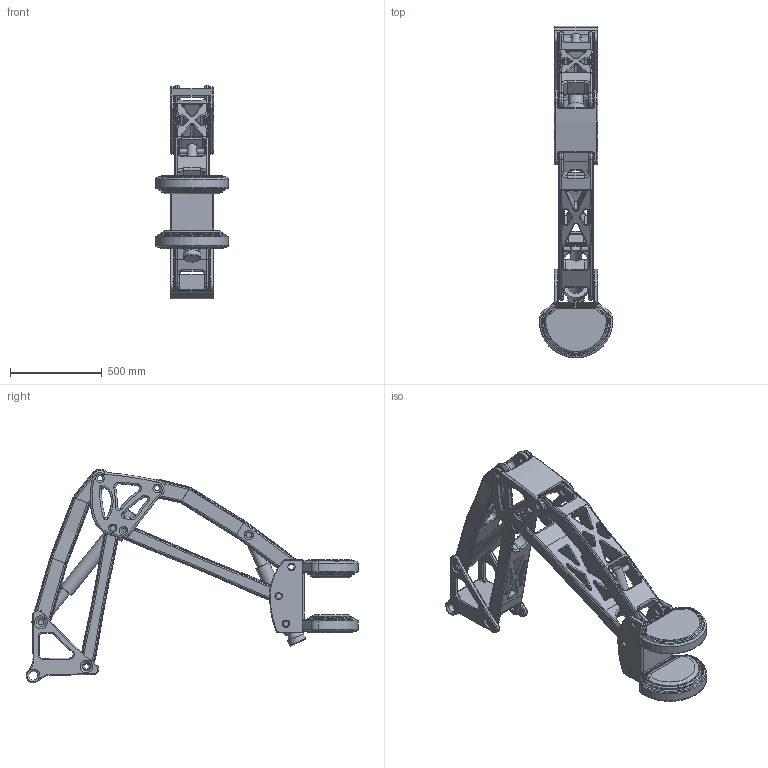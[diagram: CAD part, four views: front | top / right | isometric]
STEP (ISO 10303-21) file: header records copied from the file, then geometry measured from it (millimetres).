
FILE_DESCRIPTION(/* description */ (''),/* implementation_level */ '2;1');
FILE_NAME(/* name */ 'CD v18.step',/* time_stamp */ '2023-02-05T00:11:18+05:30',/* author */ (''),/* organization */ (''),/* preprocessor_version */ 'ST-DEVELOPER v19.2',/* originating_system */ 'Autodesk Translation Framework v11.17.0.187',/* authorisation */ '');
FILE_SCHEMA (('AUTOMOTIVE_DESIGN { 1 0 10303 214 3 1 1 }'));
Products named in the file (16): CD; Leg Part 2*; Leg part 2 new; Part links 2; Linear actuators 2 CD1; Motor and cover; Piston; Pin part; Leg Part 1*; Chassis link; Leg part 1 new; Wheel leg link CD1; Linear actuators CD1; Motor and cover_1; Piston_1; Pin
Assembly tree (17 placements, depth 3):
  CD
    Leg Part 2*
    Leg part 2 new
    Part links 2
    Linear actuators 2 CD1
      Motor and cover
      Piston
    Pin  x3
    Pin part
    Leg Part 1*
    Chassis link
    Leg part 1 new
    Wheel leg link CD1
    Linear actuators CD1
      Motor and cover_1
      Piston_1
Bounding box: 398.9 x 1813.83 x 1167.81 mm (x, y, z)
Volume: 74825781 mm3; surface area: 4868821.5 mm2
Topology: 17 solids, 17 shells, 1515 faces, 3510 edges, 2023 vertices
Faces by surface type: cylinder 540, torus 420, plane 256, bspline 234, cone 47, sphere 18
Full cylindrical faces by diameter (mm): 24 x2, 30 x36, 40 x2, 50 x5, 56 x4, 72 x1, 80 x3, 96 x3, 112 x3, 128 x2
Entity records: 54793 total; most frequent: CARTESIAN_POINT 20212, DIRECTION 7508, ORIENTED_EDGE 6976, EDGE_CURVE 3488, AXIS2_PLACEMENT_3D 3218, VERTEX_POINT 2019, CIRCLE 1758, EDGE_LOOP 1651
